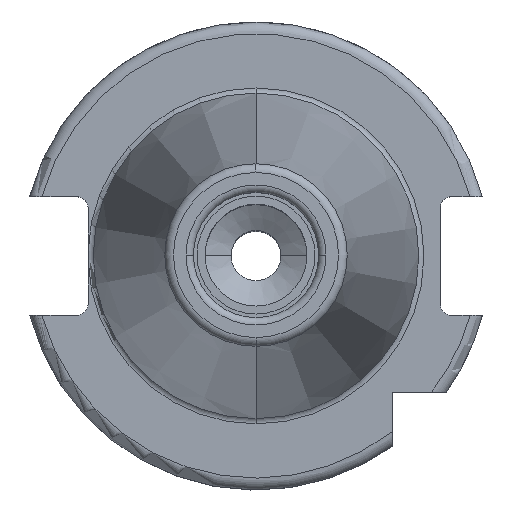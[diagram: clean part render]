
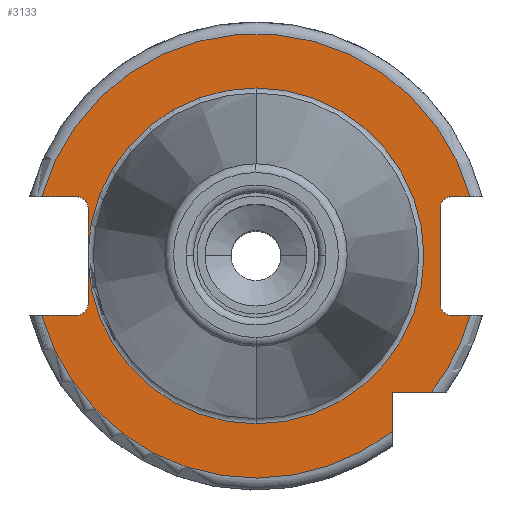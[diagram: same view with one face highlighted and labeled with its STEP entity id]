
A CAD part, top view. The second image highlights one B-rep face of the part: STEP entity #3133.
In plain terms, the highlighted face is planar.
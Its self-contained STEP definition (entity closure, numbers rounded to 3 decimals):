
#646=CARTESIAN_POINT('',(0.,0.,3.2));
#647=DIRECTION('',(0.,0.,1.));
#648=DIRECTION('',(0.,1.,0.));
#649=AXIS2_PLACEMENT_3D('',#646,#647,#648);
#654=CARTESIAN_POINT('',(22.8,0.615,3.2));
#658=CARTESIAN_POINT('',(22.8,-0.615,3.2));
#663=CARTESIAN_POINT('',(0.,0.,3.2));
#664=DIRECTION('',(0.,0.,-1.));
#665=DIRECTION('',(0.,1.,0.));
#666=AXIS2_PLACEMENT_3D('',#663,#664,#665);
#687=CARTESIAN_POINT('',(0.,0.,3.2));
#688=DIRECTION('',(0.,0.,-1.));
#689=DIRECTION('',(1.,-0.027,0.));
#690=AXIS2_PLACEMENT_3D('',#687,#688,#689);
#717=CARTESIAN_POINT('',(24.4,6.45,3.2));
#718=DIRECTION('',(0.,0.,1.));
#719=DIRECTION('',(0.,1.,0.));
#720=AXIS2_PLACEMENT_3D('',#717,#718,#719);
#860=CARTESIAN_POINT('',(-26.6,-6.45,3.2));
#861=DIRECTION('',(0.,0.,1.));
#862=DIRECTION('',(0.,-1.,0.));
#863=AXIS2_PLACEMENT_3D('',#860,#861,#862);
#875=CARTESIAN_POINT('',(-26.6,6.45,3.2));
#876=DIRECTION('',(0.,0.,1.));
#877=DIRECTION('',(1.,0.,0.));
#878=AXIS2_PLACEMENT_3D('',#875,#876,#877);
#898=DIRECTION('',(0.,1.,0.));
#899=VECTOR('',#898,12.9);
#900=CARTESIAN_POINT('',(-25.,-6.45,3.2));
#901=LINE('',#900,#899);
#905=DIRECTION('',(1.,0.,0.));
#906=VECTOR('',#905,2.481);
#907=CARTESIAN_POINT('',(-29.081,-8.05,3.2));
#908=LINE('',#907,#906);
#912=DIRECTION('',(-1.,0.,0.));
#913=VECTOR('',#912,5.339);
#914=CARTESIAN_POINT('',(-18.5,-18.5,3.2));
#915=LINE('',#914,#913);
#919=DIRECTION('',(0.,1.,0.));
#920=VECTOR('',#919,5.339);
#921=CARTESIAN_POINT('',(-18.5,-23.839,3.2));
#922=LINE('',#921,#920);
#926=DIRECTION('',(-1.,0.,0.));
#927=VECTOR('',#926,4.681);
#928=CARTESIAN_POINT('',(29.081,-8.05,3.2));
#929=LINE('',#928,#927);
#933=DIRECTION('',(0.,1.,0.));
#934=VECTOR('',#933,5.835);
#935=CARTESIAN_POINT('',(22.8,-6.45,3.2));
#936=LINE('',#935,#934);
#940=DIRECTION('',(0.,1.,0.));
#941=VECTOR('',#940,5.835);
#942=CARTESIAN_POINT('',(22.8,0.615,3.2));
#943=LINE('',#942,#941);
#947=DIRECTION('',(-1.,0.,0.));
#948=VECTOR('',#947,4.681);
#949=CARTESIAN_POINT('',(29.081,8.05,3.2));
#950=LINE('',#949,#948);
#954=DIRECTION('',(1.,0.,0.));
#955=VECTOR('',#954,2.481);
#956=CARTESIAN_POINT('',(-29.081,8.05,3.2));
#957=LINE('',#956,#955);
#961=CARTESIAN_POINT('',(-29.081,8.05,3.2));
#974=CARTESIAN_POINT('',(0.,0.,3.2));
#975=DIRECTION('',(0.,0.,-1.));
#976=DIRECTION('',(-0.964,0.267,0.));
#977=AXIS2_PLACEMENT_3D('',#974,#975,#976);
#990=CARTESIAN_POINT('',(29.081,8.05,3.2));
#1024=CARTESIAN_POINT('',(29.081,-8.05,3.2));
#1037=CARTESIAN_POINT('',(0.,0.,3.2));
#1038=DIRECTION('',(0.,0.,-1.));
#1039=DIRECTION('',(0.964,-0.267,0.));
#1040=AXIS2_PLACEMENT_3D('',#1037,#1038,#1039);
#1058=CARTESIAN_POINT('',(0.,0.,3.2));
#1059=DIRECTION('',(0.,0.,-1.));
#1060=DIRECTION('',(-0.79,-0.613,0.));
#1061=AXIS2_PLACEMENT_3D('',#1058,#1059,#1060);
#1074=CARTESIAN_POINT('',(-29.081,-8.05,3.2));
#1844=CARTESIAN_POINT('',(24.4,-6.45,3.2));
#1845=DIRECTION('',(0.,0.,1.));
#1846=DIRECTION('',(-1.,0.,0.));
#1847=AXIS2_PLACEMENT_3D('',#1844,#1845,#1846);
#2057=CARTESIAN_POINT('',(0.,22.808,3.2));
#2059=VERTEX_POINT('',#2057);
#2063=CARTESIAN_POINT('',(0.,-22.808,3.2));
#2065=VERTEX_POINT('',#2063);
#2091=VERTEX_POINT('',#1024);
#2092=VERTEX_POINT('',#990);
#2093=VERTEX_POINT('',#654);
#2094=VERTEX_POINT('',#658);
#2137=VERTEX_POINT('',#961);
#2138=VERTEX_POINT('',#1074);
#2163=CARTESIAN_POINT('',(-18.5,-23.839,3.2));
#2164=CARTESIAN_POINT('',(-18.5,-18.5,3.2));
#2165=VERTEX_POINT('',#2163);
#2166=VERTEX_POINT('',#2164);
#2167=CARTESIAN_POINT('',(-23.839,-18.5,3.2));
#2168=VERTEX_POINT('',#2167);
#2215=CARTESIAN_POINT('',(-25.,6.45,3.2));
#2217=VERTEX_POINT('',#2215);
#2219=CARTESIAN_POINT('',(-26.6,8.05,3.2));
#2221=VERTEX_POINT('',#2219);
#2224=CARTESIAN_POINT('',(-25.,-6.45,3.2));
#2226=VERTEX_POINT('',#2224);
#2228=CARTESIAN_POINT('',(-26.6,-8.05,3.2));
#2230=VERTEX_POINT('',#2228);
#2232=CARTESIAN_POINT('',(22.8,6.45,3.2));
#2234=VERTEX_POINT('',#2232);
#2236=CARTESIAN_POINT('',(24.4,8.05,3.2));
#2238=VERTEX_POINT('',#2236);
#2239=CARTESIAN_POINT('',(22.8,-6.45,3.2));
#2241=VERTEX_POINT('',#2239);
#2243=CARTESIAN_POINT('',(24.4,-8.05,3.2));
#2245=VERTEX_POINT('',#2243);
#3098=CARTESIAN_POINT('',(0.,0.,3.2));
#3099=DIRECTION('',(0.,0.,-1.));
#3100=DIRECTION('',(0.,-1.,0.));
#3101=AXIS2_PLACEMENT_3D('',#3098,#3099,#3100);
#3102=PLANE('',#3101);
#3103=ORIENTED_EDGE('',*,*,#3079,.F.);
#3104=ORIENTED_EDGE('',*,*,#3065,.F.);
#3105=ORIENTED_EDGE('',*,*,#3051,.F.);
#3107=ORIENTED_EDGE('',*,*,#3106,.F.);
#3109=ORIENTED_EDGE('',*,*,#3108,.F.);
#3111=ORIENTED_EDGE('',*,*,#3110,.F.);
#3113=ORIENTED_EDGE('',*,*,#3112,.F.);
#3115=ORIENTED_EDGE('',*,*,#3114,.T.);
#3117=ORIENTED_EDGE('',*,*,#3116,.F.);
#3118=ORIENTED_EDGE('',*,*,#2955,.T.);
#3119=ORIENTED_EDGE('',*,*,#2940,.T.);
#3120=ORIENTED_EDGE('',*,*,#2920,.F.);
#3121=ORIENTED_EDGE('',*,*,#2935,.T.);
#3122=ORIENTED_EDGE('',*,*,#2952,.T.);
#3123=ORIENTED_EDGE('',*,*,#2974,.F.);
#3125=ORIENTED_EDGE('',*,*,#3124,.F.);
#3127=ORIENTED_EDGE('',*,*,#3126,.F.);
#3129=ORIENTED_EDGE('',*,*,#3128,.T.);
#3130=ORIENTED_EDGE('',*,*,#3090,.F.);
#3131=EDGE_LOOP('',(#3103,#3104,#3105,#3107,#3109,#3111,#3113,#3115,#3117,#3118,
#3119,#3120,#3121,#3122,#3123,#3125,#3127,#3129,#3130));
#3132=FACE_OUTER_BOUND('',#3131,.F.);
#3133=ADVANCED_FACE('',(#3132),#3102,.T.);
#650=CIRCLE('',#649,22.808);
#667=CIRCLE('',#666,22.808);
#691=CIRCLE('',#690,22.808);
#721=CIRCLE('',#720,1.6);
#864=CIRCLE('',#863,1.6);
#879=CIRCLE('',#878,1.6);
#978=CIRCLE('',#977,30.175);
#1041=CIRCLE('',#1040,30.175);
#1062=CIRCLE('',#1061,30.175);
#1848=CIRCLE('',#1847,1.6);
#2920=EDGE_CURVE('',#2059,#2065,#650,.T.);
#2935=EDGE_CURVE('',#2059,#2093,#667,.T.);
#2940=EDGE_CURVE('',#2094,#2065,#691,.T.);
#2952=EDGE_CURVE('',#2093,#2234,#943,.T.);
#2955=EDGE_CURVE('',#2241,#2094,#936,.T.);
#2974=EDGE_CURVE('',#2238,#2234,#721,.T.);
#3051=EDGE_CURVE('',#2138,#2230,#908,.T.);
#3065=EDGE_CURVE('',#2230,#2226,#864,.T.);
#3079=EDGE_CURVE('',#2226,#2217,#901,.T.);
#3090=EDGE_CURVE('',#2217,#2221,#879,.T.);
#3106=EDGE_CURVE('',#2168,#2138,#1062,.T.);
#3108=EDGE_CURVE('',#2166,#2168,#915,.T.);
#3110=EDGE_CURVE('',#2165,#2166,#922,.T.);
#3112=EDGE_CURVE('',#2091,#2165,#1041,.T.);
#3114=EDGE_CURVE('',#2091,#2245,#929,.T.);
#3116=EDGE_CURVE('',#2241,#2245,#1848,.T.);
#3124=EDGE_CURVE('',#2092,#2238,#950,.T.);
#3126=EDGE_CURVE('',#2137,#2092,#978,.T.);
#3128=EDGE_CURVE('',#2137,#2221,#957,.T.);
